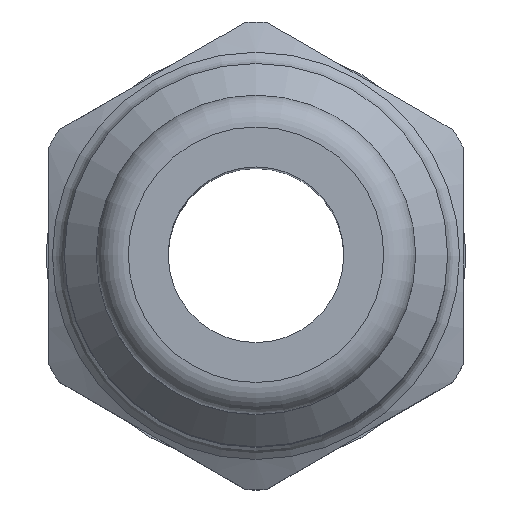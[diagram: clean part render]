
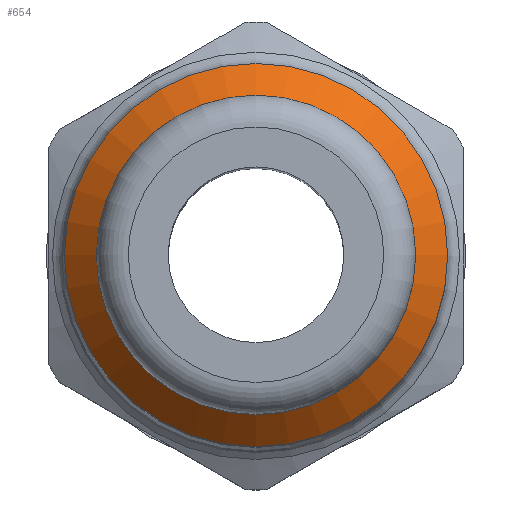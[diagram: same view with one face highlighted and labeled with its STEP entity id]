
A CAD part, top view. The second image highlights one B-rep face of the part: STEP entity #654.
In plain terms, the highlighted conical face has half-angle 45 degrees and reference radius 5 mm.
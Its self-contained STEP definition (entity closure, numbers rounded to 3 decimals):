
#97=CONICAL_SURFACE('',#756,5.,0.785);
#201=ORIENTED_EDGE('',*,*,#326,.F.);
#202=ORIENTED_EDGE('',*,*,#324,.T.);
#324=EDGE_CURVE('',#385,#385,#434,.T.);
#326=EDGE_CURVE('',#387,#387,#436,.T.);
#385=VERTEX_POINT('',#1206);
#387=VERTEX_POINT('',#1211);
#434=CIRCLE('',#754,5.);
#436=CIRCLE('',#757,6.);
#496=EDGE_LOOP('',(#201));
#497=EDGE_LOOP('',(#202));
#578=FACE_BOUND('',#496,.T.);
#579=FACE_BOUND('',#497,.T.);
#654=ADVANCED_FACE('',(#578,#579),#97,.T.);
#754=AXIS2_PLACEMENT_3D('',#1205,#935,#936);
#756=AXIS2_PLACEMENT_3D('',#1209,#939,#940);
#757=AXIS2_PLACEMENT_3D('',#1210,#941,#942);
#935=DIRECTION('',(0.,0.,-1.));
#936=DIRECTION('',(-1.,0.,0.));
#939=DIRECTION('',(0.,0.,-1.));
#940=DIRECTION('',(-1.,0.,0.));
#941=DIRECTION('',(0.,0.,-1.));
#942=DIRECTION('',(-1.,0.,0.));
#1205=CARTESIAN_POINT('',(0.,0.,25.45));
#1206=CARTESIAN_POINT('',(-5.,0.,25.45));
#1209=CARTESIAN_POINT('',(0.,0.,25.45));
#1210=CARTESIAN_POINT('',(0.,0.,24.45));
#1211=CARTESIAN_POINT('',(-6.,0.,24.45));
